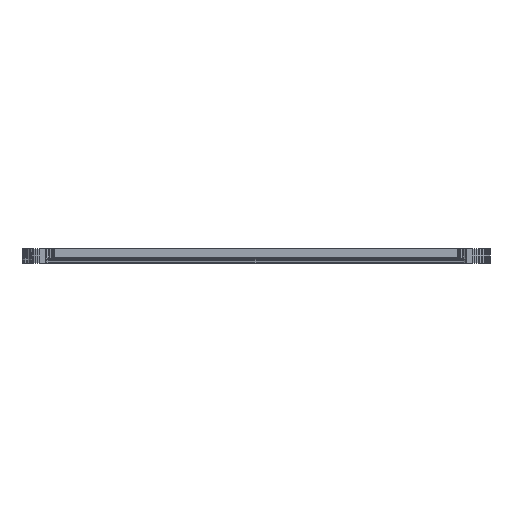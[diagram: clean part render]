
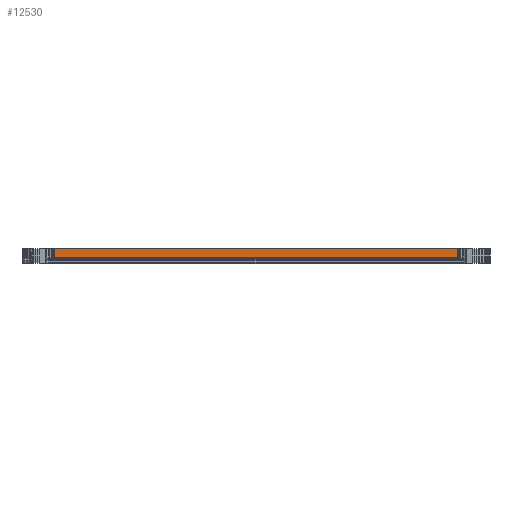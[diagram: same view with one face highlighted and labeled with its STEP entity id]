
A CAD part, front view. The second image highlights one B-rep face of the part: STEP entity #12530.
In plain terms, the highlighted planar face has unit normal (0, -1, 0).
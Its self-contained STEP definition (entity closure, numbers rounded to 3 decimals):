
#1450 = VERTEX_POINT('',#1451);
#1451 = CARTESIAN_POINT('',(23.3,-18.477,
    1.855));
#1457 = EDGE_CURVE('',#1450,#1458,#1460,.T.);
#1458 = VERTEX_POINT('',#1459);
#1459 = CARTESIAN_POINT('',(23.3,-18.477,
    0.8));
#1460 = LINE('',#1461,#1462);
#1461 = CARTESIAN_POINT('',(23.3,-18.477,
    1.855));
#1462 = VECTOR('',#1463,1.);
#1463 = DIRECTION('',(0.,0.,-1.));
#12530 = ADVANCED_FACE('',(#12531),#12556,.T.);
#12531 = FACE_BOUND('',#12532,.T.);
#12532 = EDGE_LOOP('',(#12533,#12534,#12542,#12550));
#12533 = ORIENTED_EDGE('',*,*,#1457,.F.);
#12534 = ORIENTED_EDGE('',*,*,#12535,.T.);
#12535 = EDGE_CURVE('',#1450,#12536,#12538,.T.);
#12536 = VERTEX_POINT('',#12537);
#12537 = CARTESIAN_POINT('',(-23.3,-18.477,
    1.855));
#12538 = LINE('',#12539,#12540);
#12539 = CARTESIAN_POINT('',(23.3,-18.477,
    1.855));
#12540 = VECTOR('',#12541,1.);
#12541 = DIRECTION('',(-1.,0.,0.));
#12542 = ORIENTED_EDGE('',*,*,#12543,.F.);
#12543 = EDGE_CURVE('',#12544,#12536,#12546,.T.);
#12544 = VERTEX_POINT('',#12545);
#12545 = CARTESIAN_POINT('',(-23.3,-18.477,
    0.8));
#12546 = LINE('',#12547,#12548);
#12547 = CARTESIAN_POINT('',(-23.3,-18.477,
    0.8));
#12548 = VECTOR('',#12549,1.);
#12549 = DIRECTION('',(0.,0.,1.));
#12550 = ORIENTED_EDGE('',*,*,#12551,.T.);
#12551 = EDGE_CURVE('',#12544,#1458,#12552,.T.);
#12552 = LINE('',#12553,#12554);
#12553 = CARTESIAN_POINT('',(-23.3,-18.477,
    0.8));
#12554 = VECTOR('',#12555,1.);
#12555 = DIRECTION('',(1.,0.,0.));
#12556 = PLANE('',#12557);
#12557 = AXIS2_PLACEMENT_3D('',#12558,#12559,#12560);
#12558 = CARTESIAN_POINT('',(0.,-18.477,1.327));
#12559 = DIRECTION('',(-0.,-1.,-0.));
#12560 = DIRECTION('',(0.,0.,-1.));
